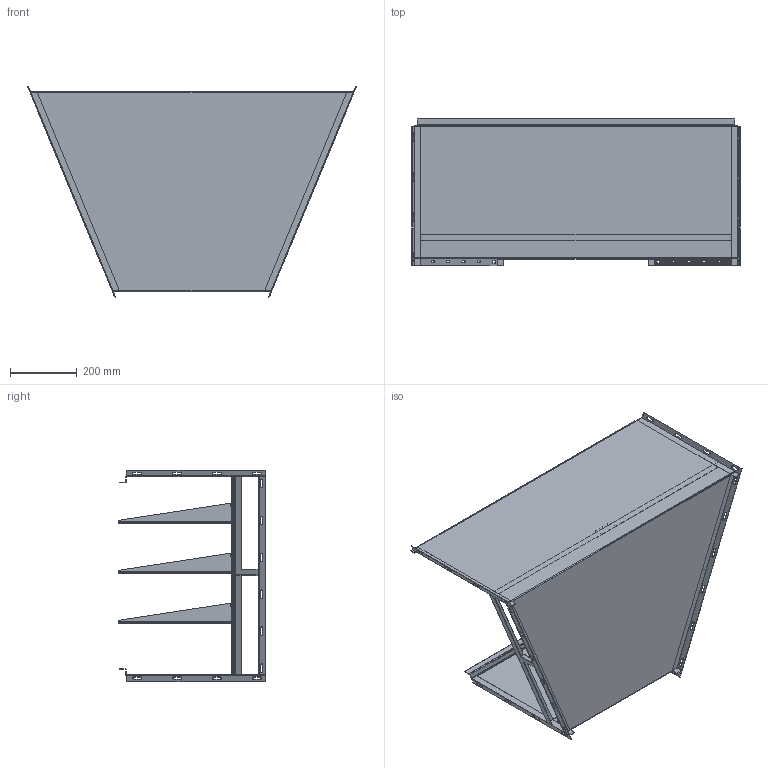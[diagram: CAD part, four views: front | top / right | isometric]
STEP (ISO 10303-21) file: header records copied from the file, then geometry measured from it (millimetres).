
FILE_DESCRIPTION(('STEP AP203'), '1');
FILE_NAME('ﾊﾊﾁ-ﾓﾂ-0,65-0,4', '', ('UNSPECIFIED'), ('UNSPECIFIED'), 'ASCON STEP Converter 1.6', 'ASCON Math Kernel', '');
FILE_SCHEMA(('CONFIG_CONTROL_DESIGN'));
Length unit declared in the file: millimetre
Assembly tree (4 placements, depth 2):
  (unnamed)
    (unnamed)  x4
Bounding box: 986.75 x 440.5 x 635.14 mm (x, y, z)
Volume: 1841197.1 mm3; surface area: 2892271.7 mm2
Topology: 12 solids, 12 shells, 788 faces, 2212 edges, 1448 vertices
Faces by surface type: plane 552, cylinder 236
Entity records: 21239 total; most frequent: CARTESIAN_POINT 3103, ORIENTED_EDGE 3008, DIRECTION 2850, EDGE_CURVE 1504, LINE 1204, VECTOR 1204, VERTEX_POINT 980, AXIS2_PLACEMENT_3D 823
